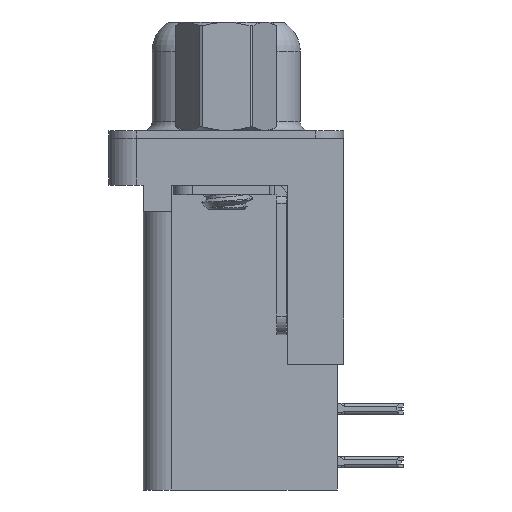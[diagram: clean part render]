
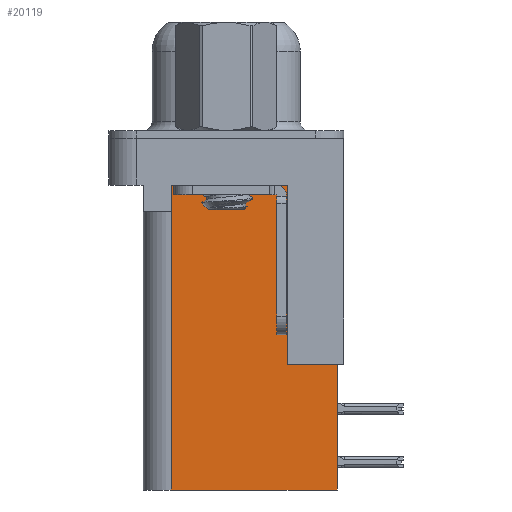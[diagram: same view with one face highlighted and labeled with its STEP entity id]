
A CAD part, left-side view. The second image highlights one B-rep face of the part: STEP entity #20119.
In plain terms, the highlighted planar face has unit normal (-1, 0, 0).
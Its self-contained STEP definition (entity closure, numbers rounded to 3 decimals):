
#1104 = LINE ( 'NONE', #23305, #10902 ) ;
#1498 = VERTEX_POINT ( 'NONE', #5995 ) ;
#1780 = VERTEX_POINT ( 'NONE', #12848 ) ;
#3037 = CARTESIAN_POINT ( 'NONE',  ( 3.79, -5.925, -18.76 ) ) ;
#3165 = VECTOR ( 'NONE', #9432, 1000. ) ;
#3489 = ORIENTED_EDGE ( 'NONE', *, *, #11068, .F. ) ;
#4060 = DIRECTION ( 'NONE',  ( 0., 0., 1. ) ) ;
#4212 = FACE_OUTER_BOUND ( 'NONE', #25416, .T. ) ;
#4320 = CARTESIAN_POINT ( 'NONE',  ( 3.79, -3.295, -18.76 ) ) ;
#4324 = DIRECTION ( 'NONE',  ( 0., 1., 0. ) ) ;
#4859 = DIRECTION ( 'NONE',  ( 0., 1., 0. ) ) ;
#5081 = VECTOR ( 'NONE', #4060, 1000. ) ;
#5275 = CARTESIAN_POINT ( 'NONE',  ( 3.79, -3.295, -2.5 ) ) ;
#5393 = LINE ( 'NONE', #7908, #5081 ) ;
#5938 = LINE ( 'NONE', #13359, #11160 ) ;
#5995 = CARTESIAN_POINT ( 'NONE',  ( 3.79, -3.295, -12.05 ) ) ;
#6178 = PLANE ( 'NONE',  #24675 ) ;
#6926 = VERTEX_POINT ( 'NONE', #14643 ) ;
#7349 = CARTESIAN_POINT ( 'NONE',  ( 3.79, 2.895, -2.5 ) ) ;
#7467 = EDGE_CURVE ( 'NONE', #6926, #24851, #14665, .T. ) ;
#7484 = LINE ( 'NONE', #14178, #10257 ) ;
#7908 = CARTESIAN_POINT ( 'NONE',  ( 3.79, 2.925, -18.76 ) ) ;
#8257 = DIRECTION ( 'NONE',  ( 1., 0., 0. ) ) ;
#8366 = LINE ( 'NONE', #23273, #3165 ) ;
#8859 = ORIENTED_EDGE ( 'NONE', *, *, #7467, .T. ) ;
#9249 = VECTOR ( 'NONE', #17703, 1000. ) ;
#9432 = DIRECTION ( 'NONE',  ( 0., 1., 0. ) ) ;
#9490 = ORIENTED_EDGE ( 'NONE', *, *, #24732, .T. ) ;
#9690 = CARTESIAN_POINT ( 'NONE',  ( 3.79, 2.925, -3.9 ) ) ;
#9700 = ORIENTED_EDGE ( 'NONE', *, *, #23539, .F. ) ;
#10257 = VECTOR ( 'NONE', #4324, 1000. ) ;
#10902 = VECTOR ( 'NONE', #13422, 1000. ) ;
#11068 = EDGE_CURVE ( 'NONE', #1780, #24851, #5393, .T. ) ;
#11160 = VECTOR ( 'NONE', #25226, 1000. ) ;
#12186 = VERTEX_POINT ( 'NONE', #23443 ) ;
#12848 = CARTESIAN_POINT ( 'NONE',  ( 3.79, 2.925, -18.76 ) ) ;
#13359 = CARTESIAN_POINT ( 'NONE',  ( 3.79, -5.925, -2. ) ) ;
#13422 = DIRECTION ( 'NONE',  ( 0., 0., 1. ) ) ;
#13720 = DIRECTION ( 'NONE',  ( 0., 1., 0. ) ) ;
#14178 = CARTESIAN_POINT ( 'NONE',  ( 3.79, -6.295, -12.05 ) ) ;
#14538 = CARTESIAN_POINT ( 'NONE',  ( 3.79, 0., -3.9 ) ) ;
#14643 = CARTESIAN_POINT ( 'NONE',  ( 3.79, 2.895, -3.9 ) ) ;
#14665 = LINE ( 'NONE', #14538, #15092 ) ;
#15092 = VECTOR ( 'NONE', #4859, 1000. ) ;
#15563 = VERTEX_POINT ( 'NONE', #5275 ) ;
#15900 = VERTEX_POINT ( 'NONE', #3037 ) ;
#16119 = ORIENTED_EDGE ( 'NONE', *, *, #20935, .T. ) ;
#16375 = VECTOR ( 'NONE', #13720, 1000. ) ;
#17703 = DIRECTION ( 'NONE',  ( 0., 0., -1. ) ) ;
#19184 = LINE ( 'NONE', #25560, #9249 ) ;
#19971 = ORIENTED_EDGE ( 'NONE', *, *, #24865, .F. ) ;
#20119 = ADVANCED_FACE ( 'NONE', ( #4212 ), #6178, .F. ) ;
#20935 = EDGE_CURVE ( 'NONE', #1498, #15563, #1104, .T. ) ;
#21111 = ORIENTED_EDGE ( 'NONE', *, *, #25555, .T. ) ;
#21712 = LINE ( 'NONE', #25513, #16375 ) ;
#22135 = DIRECTION ( 'NONE',  ( 0., 1., 0. ) ) ;
#22235 = EDGE_CURVE ( 'NONE', #12186, #1498, #7484, .T. ) ;
#22806 = ORIENTED_EDGE ( 'NONE', *, *, #22235, .T. ) ;
#22984 = VERTEX_POINT ( 'NONE', #7349 ) ;
#23273 = CARTESIAN_POINT ( 'NONE',  ( 3.79, -3.295, -2.5 ) ) ;
#23305 = CARTESIAN_POINT ( 'NONE',  ( 3.79, -3.295, -18.76 ) ) ;
#23443 = CARTESIAN_POINT ( 'NONE',  ( 3.79, -5.925, -12.05 ) ) ;
#23539 = EDGE_CURVE ( 'NONE', #12186, #15900, #5938, .T. ) ;
#24675 = AXIS2_PLACEMENT_3D ( 'NONE', #4320, #8257, #22135 ) ;
#24732 = EDGE_CURVE ( 'NONE', #15563, #22984, #8366, .T. ) ;
#24851 = VERTEX_POINT ( 'NONE', #9690 ) ;
#24865 = EDGE_CURVE ( 'NONE', #15900, #1780, #21712, .T. ) ;
#25226 = DIRECTION ( 'NONE',  ( 0., 0., -1. ) ) ;
#25416 = EDGE_LOOP ( 'NONE', ( #9490, #21111, #8859, #3489, #19971, #9700, #22806, #16119 ) ) ;
#25513 = CARTESIAN_POINT ( 'NONE',  ( 3.79, -3.295, -18.76 ) ) ;
#25555 = EDGE_CURVE ( 'NONE', #22984, #6926, #19184, .T. ) ;
#25560 = CARTESIAN_POINT ( 'NONE',  ( 3.79, 2.895, -3.9 ) ) ;
